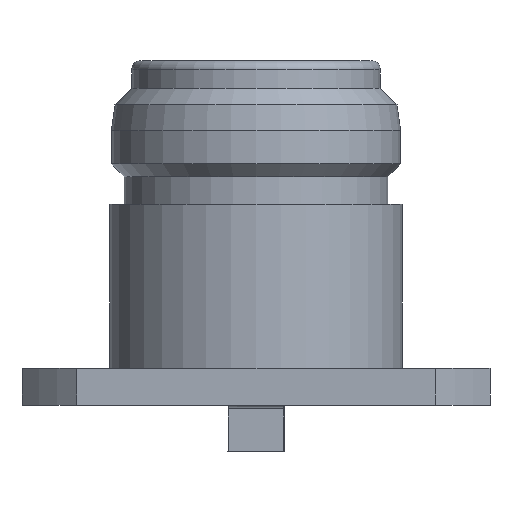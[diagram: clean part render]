
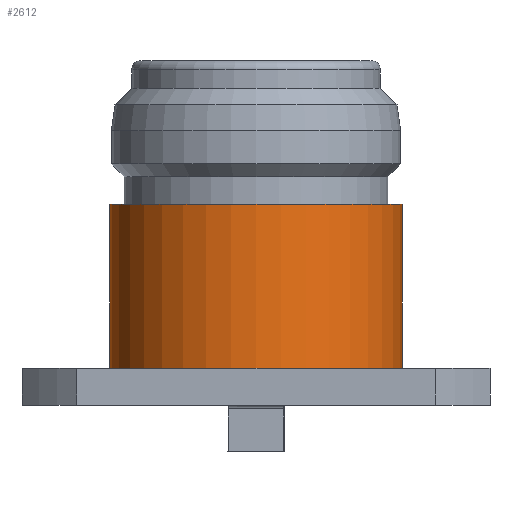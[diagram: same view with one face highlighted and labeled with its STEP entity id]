
A CAD part, front view. The second image highlights one B-rep face of the part: STEP entity #2612.
In plain terms, the highlighted cylindrical face has radius 7.925 mm (diameter 15.85 mm), a partial arc.
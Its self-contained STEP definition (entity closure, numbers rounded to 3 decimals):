
#36 = VERTEX_POINT ( 'NONE', #3080 ) ;
#89 = CARTESIAN_POINT ( 'NONE',  ( 7.925, 0., -16.7 ) ) ;
#226 = VERTEX_POINT ( 'NONE', #89 ) ;
#233 = LINE ( 'NONE', #1352, #952 ) ;
#317 = CYLINDRICAL_SURFACE ( 'NONE', #410, 7.925 ) ;
#410 = AXIS2_PLACEMENT_3D ( 'NONE', #1554, #2674, #2397 ) ;
#415 = CARTESIAN_POINT ( 'NONE',  ( 0., 0., -7.8 ) ) ;
#500 = VERTEX_POINT ( 'NONE', #1681 ) ;
#575 = ORIENTED_EDGE ( 'NONE', *, *, #3510, .T. ) ;
#651 = CARTESIAN_POINT ( 'NONE',  ( 7.925, 0., 4.459 ) ) ;
#773 = CARTESIAN_POINT ( 'NONE',  ( 0., 0., -16.7 ) ) ;
#789 = EDGE_CURVE ( 'NONE', #3026, #500, #2627, .T. ) ;
#864 = DIRECTION ( 'NONE',  ( 0., 0., 1. ) ) ;
#952 = VECTOR ( 'NONE', #1916, 1000. ) ;
#976 = CARTESIAN_POINT ( 'NONE',  ( -7.925, 0., -7.8 ) ) ;
#1015 = LINE ( 'NONE', #651, #3493 ) ;
#1055 = DIRECTION ( 'NONE',  ( 1., 0., 0. ) ) ;
#1175 = DIRECTION ( 'NONE',  ( 0., 0., 1. ) ) ;
#1352 = CARTESIAN_POINT ( 'NONE',  ( -7.925, 0., 4.459 ) ) ;
#1355 = ORIENTED_EDGE ( 'NONE', *, *, #789, .F. ) ;
#1554 = CARTESIAN_POINT ( 'NONE',  ( 0., 0., 4.459 ) ) ;
#1568 = ORIENTED_EDGE ( 'NONE', *, *, #3167, .T. ) ;
#1580 = CIRCLE ( 'NONE', #3016, 7.925 ) ;
#1681 = CARTESIAN_POINT ( 'NONE',  ( 7.925, 0., -7.8 ) ) ;
#1916 = DIRECTION ( 'NONE',  ( 0., 0., 1. ) ) ;
#2045 = FACE_OUTER_BOUND ( 'NONE', #3092, .T. ) ;
#2397 = DIRECTION ( 'NONE',  ( 1., 0., 0. ) ) ;
#2612 = ADVANCED_FACE ( 'NONE', ( #2045 ), #317, .T. ) ;
#2627 = CIRCLE ( 'NONE', #3175, 7.925 ) ;
#2674 = DIRECTION ( 'NONE',  ( 0., 0., 1. ) ) ;
#2694 = EDGE_CURVE ( 'NONE', #36, #3026, #233, .T. ) ;
#2720 = DIRECTION ( 'NONE',  ( 0., 0., 1. ) ) ;
#3016 = AXIS2_PLACEMENT_3D ( 'NONE', #773, #2720, #1055 ) ;
#3026 = VERTEX_POINT ( 'NONE', #976 ) ;
#3029 = ORIENTED_EDGE ( 'NONE', *, *, #2694, .F. ) ;
#3080 = CARTESIAN_POINT ( 'NONE',  ( -7.925, 0., -16.7 ) ) ;
#3092 = EDGE_LOOP ( 'NONE', ( #3029, #1568, #575, #1355 ) ) ;
#3167 = EDGE_CURVE ( 'NONE', #36, #226, #1580, .T. ) ;
#3175 = AXIS2_PLACEMENT_3D ( 'NONE', #415, #864, #3419 ) ;
#3419 = DIRECTION ( 'NONE',  ( 1., 0., 0. ) ) ;
#3493 = VECTOR ( 'NONE', #1175, 1000. ) ;
#3510 = EDGE_CURVE ( 'NONE', #226, #500, #1015, .T. ) ;
